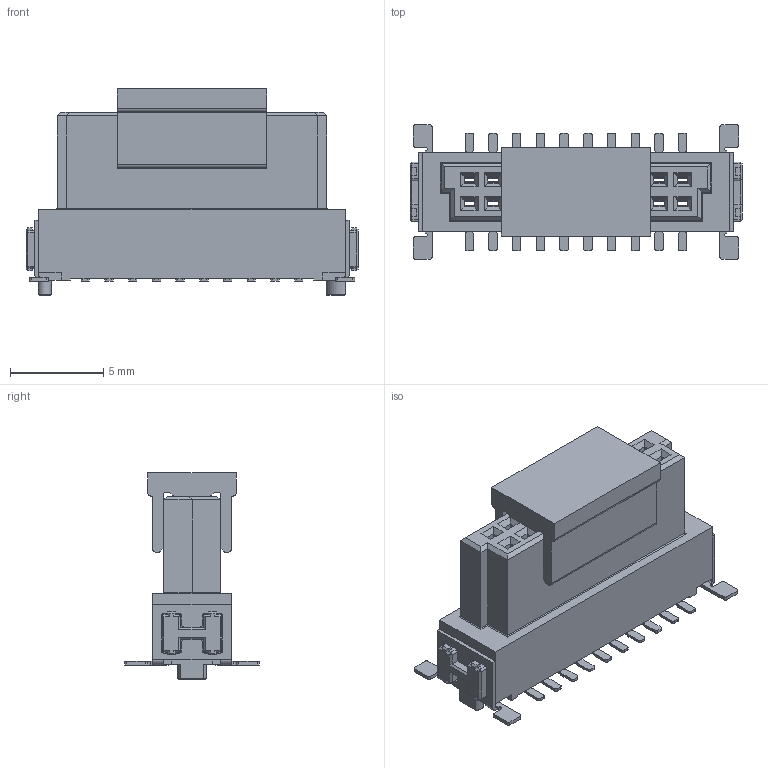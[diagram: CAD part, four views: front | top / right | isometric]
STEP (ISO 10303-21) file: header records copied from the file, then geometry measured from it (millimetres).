
FILE_DESCRIPTION((''),'2;1');
FILE_NAME('M55-6012042_ASM','2018-11-08T10:25:06',('rportlock'),(''),'CREO PARAMETRIC BY PTC INC, 2017380','CREO PARAMETRIC BY PTC INC, 2017380','');
FILE_SCHEMA(('CONFIG_CONTROL_DESIGN','SHAPE_APPEARANCE_LAYERS_GROUPS'));
Length unit declared in the file: millimetre
Products named in the file (5): M55-60120_MOULD; M55-601_CONTACT; M55-700_STRAP; M55-600_CAP; M55-6012042_ASM
Assembly tree (24 placements, depth 2):
  M55-6012042_ASM
    M55-60120_MOULD
    M55-601_CONTACT  x20
    M55-700_STRAP  x2
    M55-600_CAP
Bounding box: 17.78 x 7.2 x 11.05 mm (x, y, z)
Volume: 443.2 mm3; surface area: 2215.2 mm2
Topology: 24 solids, 24 shells, 3665 faces, 9000 edges, 5390 vertices
Faces by surface type: cylinder 1413, plane 1313, torus 560, bspline 200, sphere 160, cone 19
Entity records: 28696 total; most frequent: CARTESIAN_POINT 4173, ORIENTED_EDGE 3568, DIRECTION 3527, PRESENTATION_STYLE_ASSIGNMENT 1929, STYLED_ITEM 1788, CURVE_STYLE 1784, EDGE_CURVE 1784, VECTOR 1449
